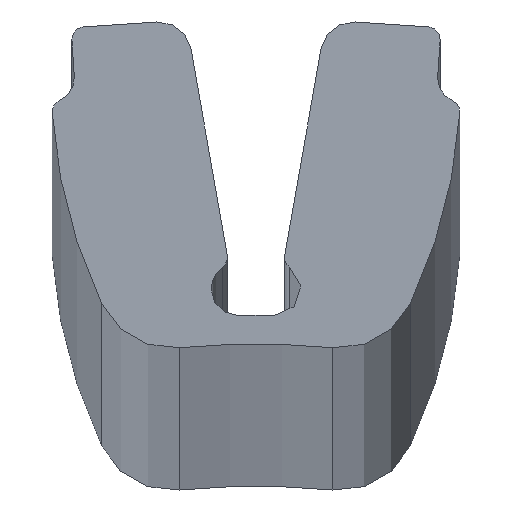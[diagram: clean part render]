
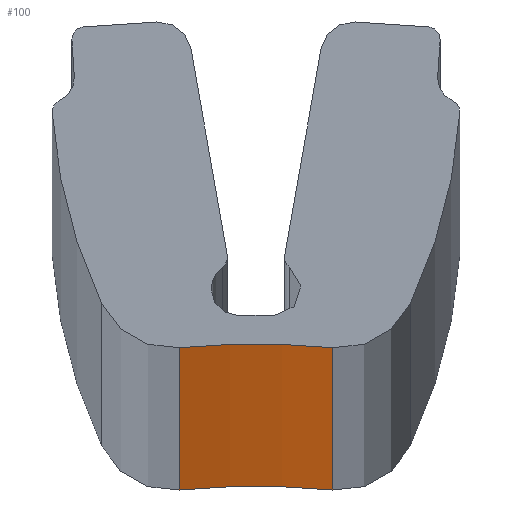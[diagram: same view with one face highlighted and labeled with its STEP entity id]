
A CAD part, top view. The second image highlights one B-rep face of the part: STEP entity #100.
In plain terms, the highlighted cylindrical face has radius 19.525 mm (diameter 39.05 mm), a partial arc.
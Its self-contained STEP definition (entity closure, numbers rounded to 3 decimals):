
#96 = EDGE_CURVE ( 'NONE', #97, #137, #869, .T. ) ;
#97 = VERTEX_POINT ( 'NONE', #865 ) ;
#98 = ORIENTED_EDGE ( 'NONE', *, *, #103, .F. ) ;
#99 = VERTEX_POINT ( 'NONE', #864 ) ;
#100 = ADVANCED_FACE ( 'NONE', ( #863 ), #978, .F. ) ;
#101 = EDGE_LOOP ( 'NONE', ( #102, #98, #104, #106 ) ) ;
#102 = ORIENTED_EDGE ( 'NONE', *, *, #96, .F. ) ;
#103 = EDGE_CURVE ( 'NONE', #99, #97, #973, .T. ) ;
#104 = ORIENTED_EDGE ( 'NONE', *, *, #105, .T. ) ;
#105 = EDGE_CURVE ( 'NONE', #99, #140, #969, .T. ) ;
#106 = ORIENTED_EDGE ( 'NONE', *, *, #139, .T. ) ;
#137 = VERTEX_POINT ( 'NONE', #1021 ) ;
#139 = EDGE_CURVE ( 'NONE', #140, #137, #1020, .T. ) ;
#140 = VERTEX_POINT ( 'NONE', #1016 ) ;
#860 = CARTESIAN_POINT ( 'NONE',  ( -78.374, 296.561, 0. ) ) ;
#863 = FACE_OUTER_BOUND ( 'NONE', #101, .T. ) ;
#864 = CARTESIAN_POINT ( 'NONE',  ( -76.49, 315.995, 2000. ) ) ;
#865 = CARTESIAN_POINT ( 'NONE',  ( -76.49, 315.995, 0. ) ) ;
#866 = DIRECTION ( 'NONE',  ( 1., 0., 0. ) ) ;
#867 = DIRECTION ( 'NONE',  ( 0., 0., 1. ) ) ;
#868 = AXIS2_PLACEMENT_3D ( 'NONE', #860, #867, #866 ) ;
#869 = CIRCLE ( 'NONE', #868, 19.525 ) ;
#901 = DIRECTION ( 'NONE',  ( 1., 0., 0. ) ) ;
#902 = DIRECTION ( 'NONE',  ( 0., 0., 1. ) ) ;
#903 = CARTESIAN_POINT ( 'NONE',  ( -78.374, 296.561, 2000. ) ) ;
#904 = AXIS2_PLACEMENT_3D ( 'NONE', #903, #902, #901 ) ;
#969 = CIRCLE ( 'NONE', #904, 19.525 ) ;
#970 = DIRECTION ( 'NONE',  ( 0., 0., -1. ) ) ;
#971 = VECTOR ( 'NONE', #970, 1000. ) ;
#972 = CARTESIAN_POINT ( 'NONE',  ( -76.49, 315.995, 2000. ) ) ;
#973 = LINE ( 'NONE', #972, #971 ) ;
#974 = DIRECTION ( 'NONE',  ( -1., 0., 0. ) ) ;
#975 = DIRECTION ( 'NONE',  ( 0., 0., -1. ) ) ;
#976 = CARTESIAN_POINT ( 'NONE',  ( -78.374, 296.561, 2000. ) ) ;
#977 = AXIS2_PLACEMENT_3D ( 'NONE', #976, #975, #974 ) ;
#978 = CYLINDRICAL_SURFACE ( 'NONE', #977, 19.525 ) ;
#1016 = CARTESIAN_POINT ( 'NONE',  ( -80.258, 315.995, 2000. ) ) ;
#1017 = DIRECTION ( 'NONE',  ( 0., 0., -1. ) ) ;
#1018 = VECTOR ( 'NONE', #1017, 1000. ) ;
#1019 = CARTESIAN_POINT ( 'NONE',  ( -80.258, 315.995, 2000. ) ) ;
#1020 = LINE ( 'NONE', #1019, #1018 ) ;
#1021 = CARTESIAN_POINT ( 'NONE',  ( -80.258, 315.995, 0. ) ) ;
